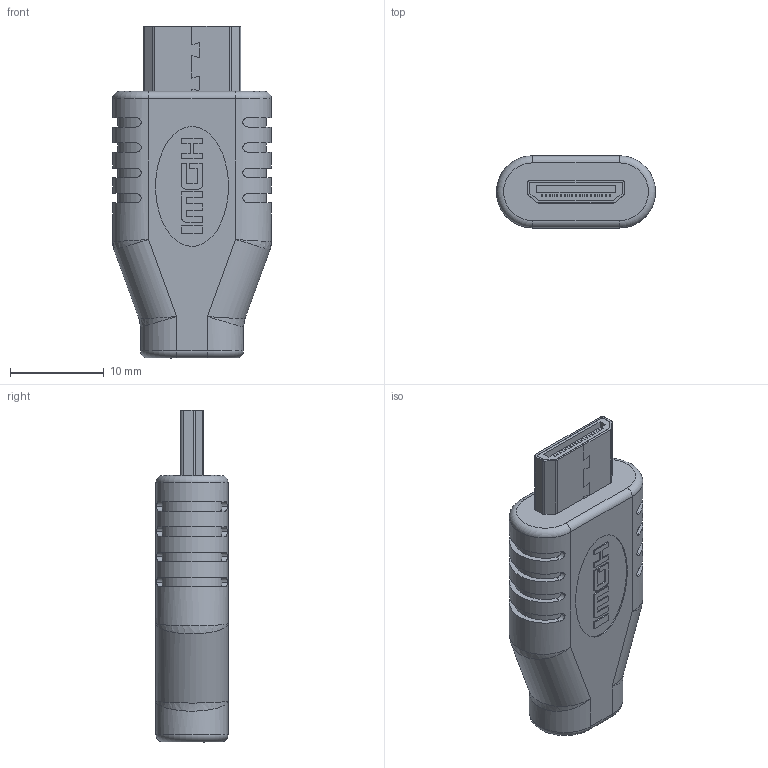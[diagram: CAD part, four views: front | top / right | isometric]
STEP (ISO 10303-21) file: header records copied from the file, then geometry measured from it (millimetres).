
FILE_DESCRIPTION (( 'STEP AP214' ), '1' );
FILE_NAME ('VHC00008.STEP', '2018-04-25T15:20:07', ( '' ), ( '' ), 'SwSTEP 2.0', 'SolidWorks 2017', '' );
FILE_SCHEMA (( 'AUTOMOTIVE_DESIGN' ));
Length unit declared in the file: inch
Products named in the file (4): VHC00008-MA3; VHC00008-MA2___; VHC00008-MA1; VHC00008
Assembly tree (3 placements, depth 2):
  VHC00008
    VHC00008-MA1
    VHC00008-MA2___
    VHC00008-MA3
Bounding box: 17 x 7.7 x 35.5 mm (x, y, z)
Volume: 3097.2 mm3; surface area: 2885.8 mm2
Topology: 22 solids, 22 shells, 1848 faces, 5335 edges, 3524 vertices
Faces by surface type: plane 1432, cylinder 378, cone 16, bspline 14, torus 4, sphere 4
Full cylindrical faces by diameter (mm): 0.5 x2
Entity records: 66919 total; most frequent: CARTESIAN_POINT 11836, ORIENTED_EDGE 10638, DIRECTION 9564, EDGE_CURVE 5319, VECTOR 4432, LINE 4432, VERTEX_POINT 3524, AXIS2_PLACEMENT_3D 2566
